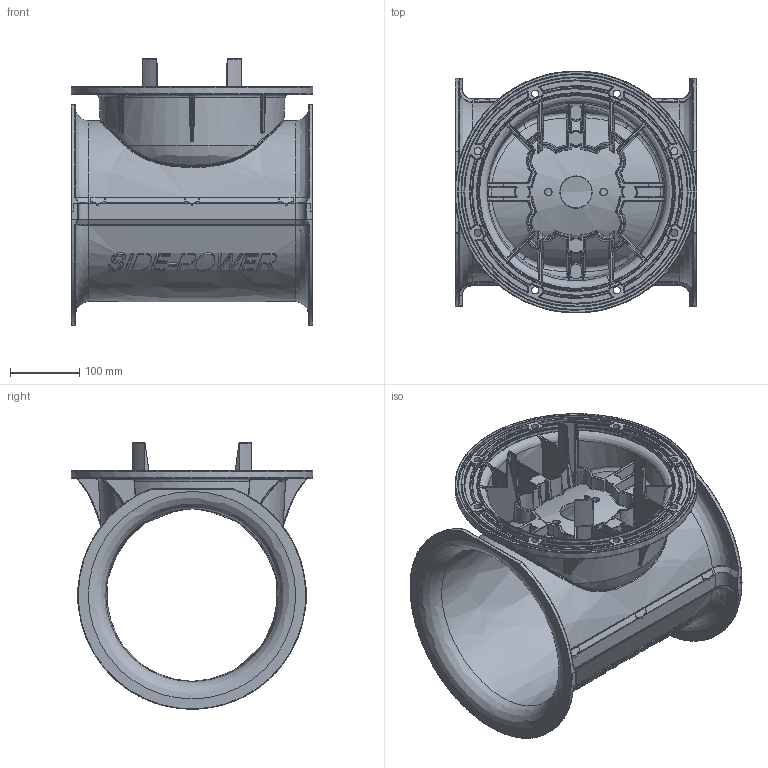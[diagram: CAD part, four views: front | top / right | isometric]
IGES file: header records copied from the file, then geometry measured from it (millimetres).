
Global section: file name: 90150i; native system: Autodesk Inventor 2016; preprocessor: unknown; author: Elvira H.; date: 20160224.131357; units: millimetre
Bounding box: 350 x 349.92 x 385.49 mm (x, y, z)
Volume: 3160916.9 mm3; surface area: 1046734.8 mm2
Topology: 1 solids, 1 shells, 2384 faces, 5999 edges, 3495 vertices
Faces by surface type: bspline 2384
